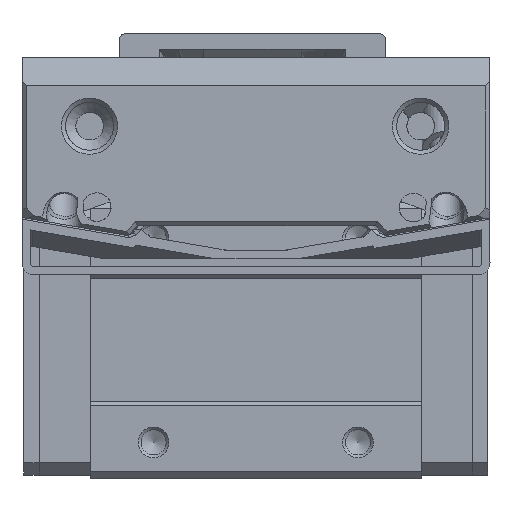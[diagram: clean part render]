
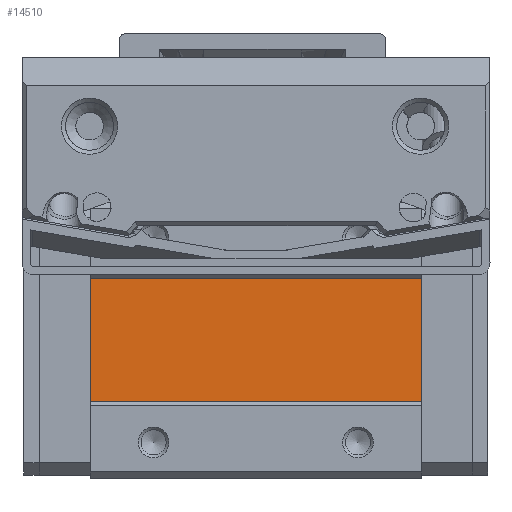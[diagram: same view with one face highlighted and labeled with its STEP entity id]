
A CAD part, front view. The second image highlights one B-rep face of the part: STEP entity #14510.
In plain terms, the highlighted face is planar.
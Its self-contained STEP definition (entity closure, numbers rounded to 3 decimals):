
#1005=PLANE('',#15784);
#1725=FACE_OUTER_BOUND('',#2604,.T.);
#2604=EDGE_LOOP('',(#12269,#12270,#12271,#12272));
#3702=LINE('',#26236,#5035);
#3740=LINE('',#26382,#5073);
#3741=LINE('',#26383,#5074);
#3742=LINE('',#26384,#5075);
#5035=VECTOR('',#18639,1.);
#5073=VECTOR('',#18779,1.);
#5074=VECTOR('',#18780,1.);
#5075=VECTOR('',#18781,1.);
#6891=VERTEX_POINT('',#26233);
#6892=VERTEX_POINT('',#26235);
#6948=VERTEX_POINT('',#26380);
#6949=VERTEX_POINT('',#26381);
#8739=EDGE_CURVE('',#6891,#6892,#3702,.T.);
#8809=EDGE_CURVE('',#6948,#6949,#3740,.T.);
#8810=EDGE_CURVE('',#6892,#6949,#3741,.T.);
#8811=EDGE_CURVE('',#6891,#6948,#3742,.T.);
#12269=ORIENTED_EDGE('',*,*,#8809,.T.);
#12270=ORIENTED_EDGE('',*,*,#8810,.F.);
#12271=ORIENTED_EDGE('',*,*,#8739,.F.);
#12272=ORIENTED_EDGE('',*,*,#8811,.T.);
#14510=ADVANCED_FACE('',(#1725),#1005,.T.);
#15784=AXIS2_PLACEMENT_3D('',#26379,#18777,#18778);
#18639=DIRECTION('',(0.,1.,0.));
#18777=DIRECTION('center_axis',(0.,0.,1.));
#18778=DIRECTION('ref_axis',(1.,0.,0.));
#18779=DIRECTION('',(0.,1.,0.));
#18780=DIRECTION('',(1.,0.,0.));
#18781=DIRECTION('',(1.,0.,0.));
#26233=CARTESIAN_POINT('',(121.3,-6.,12.6));
#26235=CARTESIAN_POINT('',(121.3,6.,12.6));
#26236=CARTESIAN_POINT('',(121.3,0.,12.6));
#26379=CARTESIAN_POINT('Origin',(121.3,0.,12.6));
#26380=CARTESIAN_POINT('',(153.7,-6.,12.6));
#26381=CARTESIAN_POINT('',(153.7,6.,12.6));
#26382=CARTESIAN_POINT('',(153.7,0.,12.6));
#26383=CARTESIAN_POINT('',(121.3,6.,12.6));
#26384=CARTESIAN_POINT('',(121.3,-6.,12.6));
